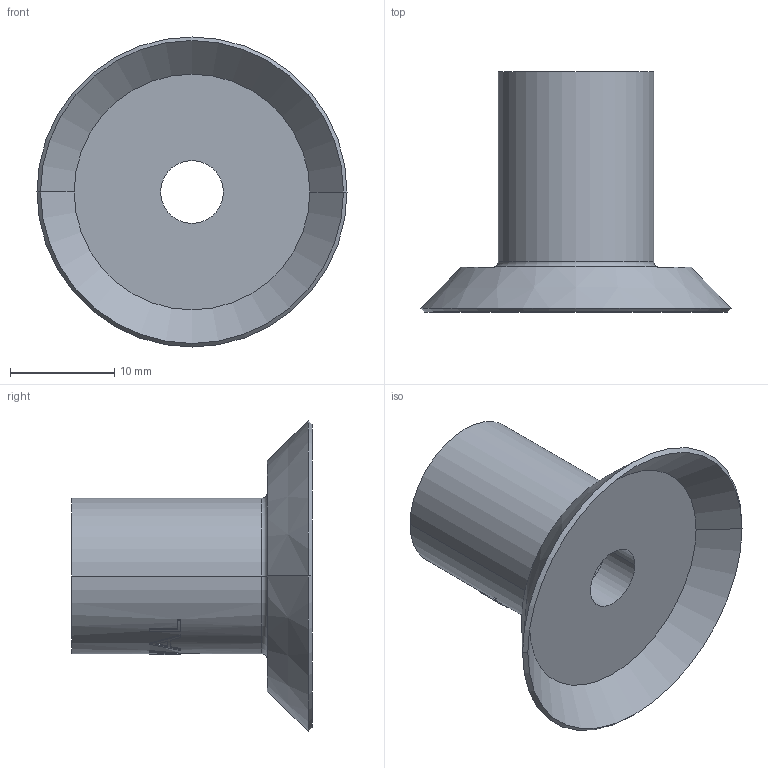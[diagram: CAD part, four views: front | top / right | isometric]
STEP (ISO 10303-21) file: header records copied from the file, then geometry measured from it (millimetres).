
FILE_DESCRIPTION(('STEP AP214'),'1');
FILE_NAME('COVAL_VPA30SIT5.stp','2017-12-27T18:43:40',('TraceParts'),('TraceParts S.A.'),'Spatial InterOp 3D',' ',' ');
FILE_SCHEMA(('automotive_design'));
Length unit declared in the file: millimetre
Products named in the file (1): COVAL_VPA30SIT5
Bounding box: 29.69 x 23 x 29.69 mm (x, y, z)
Volume: 2416.2 mm3; surface area: 3070.1 mm2
Topology: 1 solids, 1 shells, 68 faces, 165 edges, 108 vertices
Faces by surface type: bspline 29, plane 18, cylinder 13, cone 6, torus 2
Entity records: 7225 total; most frequent: CARTESIAN_POINT 5293, ORIENTED_EDGE 330, DIRECTION 196, EDGE_CURVE 165, VERTEX_POINT 108, B_SPLINE_CURVE_WITH_KNOTS 95, AXIS2_PLACEMENT_3D 86, EDGE_LOOP 79
